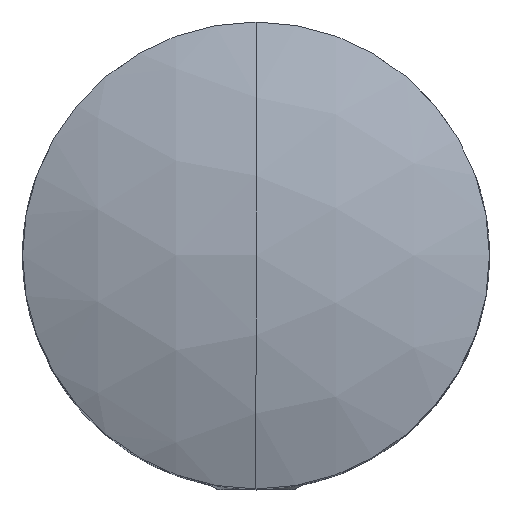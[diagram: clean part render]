
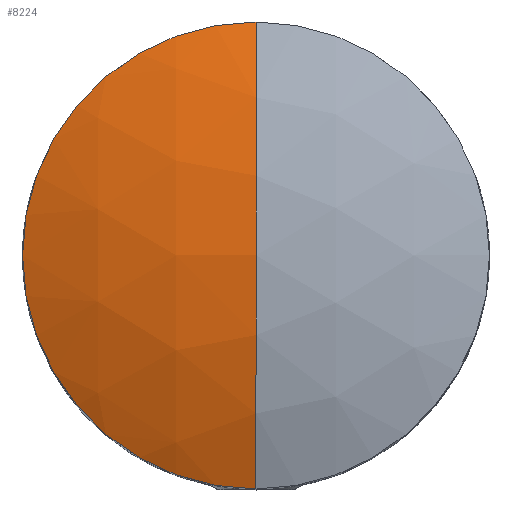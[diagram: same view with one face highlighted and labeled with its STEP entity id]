
A CAD part, top view. The second image highlights one B-rep face of the part: STEP entity #8224.
In plain terms, the highlighted spherical face has radius 28 mm.
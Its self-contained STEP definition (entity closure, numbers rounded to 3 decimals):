
#196 = DIRECTION ( 'NONE',  ( 0., 0., 1. ) ) ;
#587 = CIRCLE ( 'NONE', #7883, 28. ) ;
#1488 = AXIS2_PLACEMENT_3D ( 'NONE', #7912, #9361, #11975 ) ;
#1657 = CARTESIAN_POINT ( 'NONE',  ( 0., 0., 10.749 ) ) ;
#1911 = EDGE_CURVE ( 'NONE', #3104, #13114, #16245, .T. ) ;
#2534 = CARTESIAN_POINT ( 'NONE',  ( 0., -11., 10.749 ) ) ;
#2571 = DIRECTION ( 'NONE',  ( 0., 1., 0. ) ) ;
#3104 = VERTEX_POINT ( 'NONE', #15703 ) ;
#3850 = ORIENTED_EDGE ( 'NONE', *, *, #1911, .T. ) ;
#4373 = SPHERICAL_SURFACE ( 'NONE', #14791, 28. ) ;
#4957 = CARTESIAN_POINT ( 'NONE',  ( 0., 0., -15. ) ) ;
#5145 = VERTEX_POINT ( 'NONE', #16357 ) ;
#5396 = DIRECTION ( 'NONE',  ( -1., 0., 0. ) ) ;
#6552 = AXIS2_PLACEMENT_3D ( 'NONE', #1657, #196, #9607 ) ;
#7201 = EDGE_CURVE ( 'NONE', #3104, #5145, #10534, .T. ) ;
#7699 = ORIENTED_EDGE ( 'NONE', *, *, #7201, .F. ) ;
#7883 = AXIS2_PLACEMENT_3D ( 'NONE', #15131, #9830, #12607 ) ;
#7912 = CARTESIAN_POINT ( 'NONE',  ( 0., 0., -15. ) ) ;
#8224 = ADVANCED_FACE ( 'NONE', ( #14816 ), #4373, .T. ) ;
#8528 = EDGE_LOOP ( 'NONE', ( #3850, #16803, #7699 ) ) ;
#9361 = DIRECTION ( 'NONE',  ( 1., 0., 0. ) ) ;
#9607 = DIRECTION ( 'NONE',  ( 0., -1., 0. ) ) ;
#9830 = DIRECTION ( 'NONE',  ( -1., 0., 0. ) ) ;
#10518 = EDGE_CURVE ( 'NONE', #13114, #5145, #587, .T. ) ;
#10534 = CIRCLE ( 'NONE', #1488, 28. ) ;
#11975 = DIRECTION ( 'NONE',  ( 0., 0., -1. ) ) ;
#12607 = DIRECTION ( 'NONE',  ( 0., -1., 0. ) ) ;
#13114 = VERTEX_POINT ( 'NONE', #2534 ) ;
#14791 = AXIS2_PLACEMENT_3D ( 'NONE', #4957, #5396, #2571 ) ;
#14816 = FACE_OUTER_BOUND ( 'NONE', #8528, .T. ) ;
#15131 = CARTESIAN_POINT ( 'NONE',  ( 0., 0., -15. ) ) ;
#15703 = CARTESIAN_POINT ( 'NONE',  ( 0., 11., 10.749 ) ) ;
#16245 = CIRCLE ( 'NONE', #6552, 11. ) ;
#16357 = CARTESIAN_POINT ( 'NONE',  ( 0., 0., 13. ) ) ;
#16803 = ORIENTED_EDGE ( 'NONE', *, *, #10518, .T. ) ;
